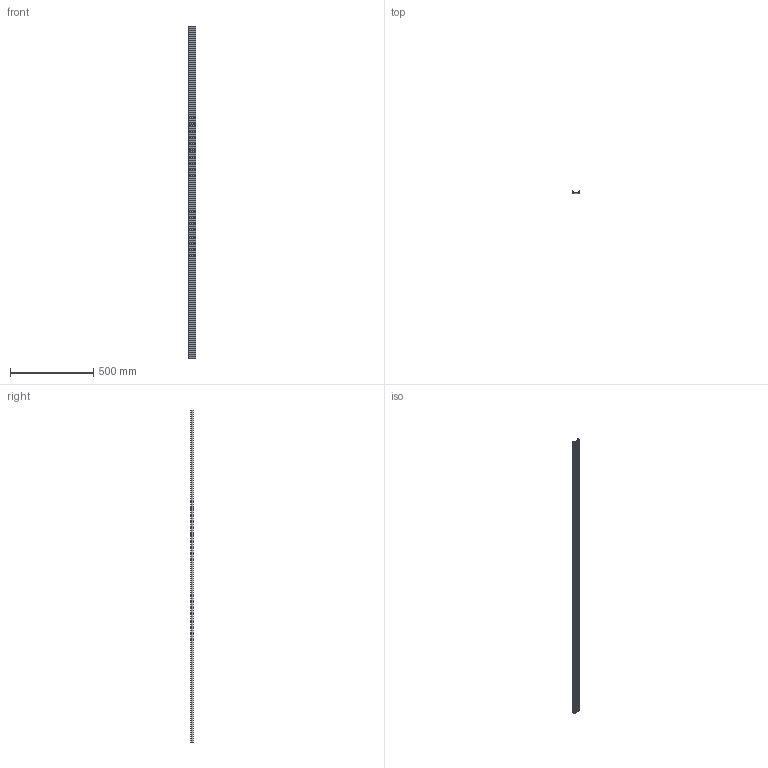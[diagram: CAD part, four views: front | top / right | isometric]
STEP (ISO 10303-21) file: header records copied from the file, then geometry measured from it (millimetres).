
FILE_DESCRIPTION (( 'STEP AP203' ), '1' );
FILE_NAME ('5675.3_RS-SP0_Klemmprofil_2000mm_STEP.stp', '2010-06-30T06:31:11', ( 'IT/IS CE' ), ( 'CONTA-CLIP' ), 'SwSTEP 2.0', 'SolidWorks 2009', '' );
FILE_SCHEMA (( 'CONFIG_CONTROL_DESIGN' ));
Length unit declared in the file: millimetre
Products named in the file (1): Klemmprofil-RS45_PKF-10004A_2000mm-Laenge_STEP-AP203
Bounding box: 45 x 15.4 x 2000 mm (x, y, z)
Volume: 342250.9 mm3; surface area: 478991.6 mm2
Topology: 1 solids, 1 shells, 176 faces, 522 edges, 348 vertices
Faces by surface type: plane 94, cylinder 82
Entity records: 6015 total; most frequent: CARTESIAN_POINT 1047, ORIENTED_EDGE 1044, DIRECTION 1040, EDGE_CURVE 522, VECTOR 358, LINE 358, VERTEX_POINT 348, AXIS2_PLACEMENT_3D 341
